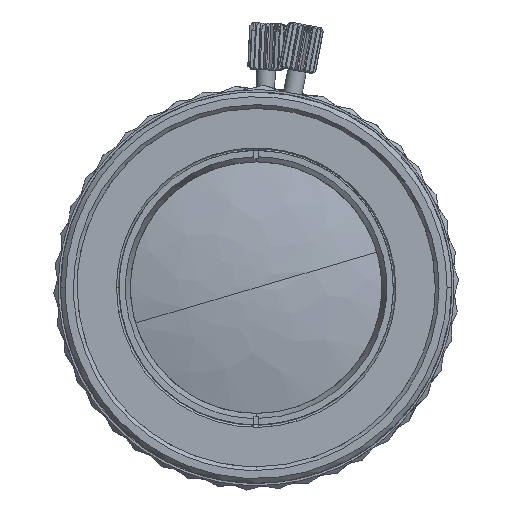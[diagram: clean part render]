
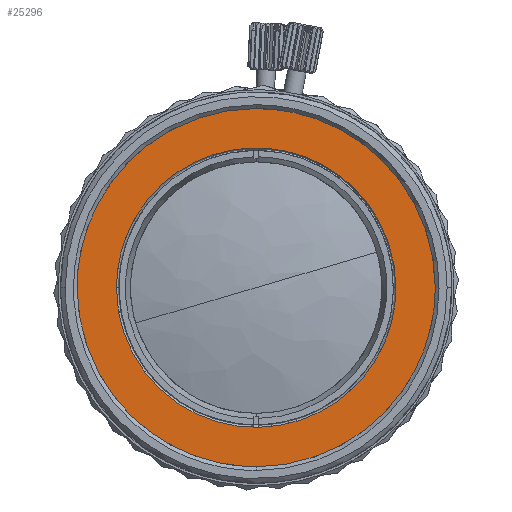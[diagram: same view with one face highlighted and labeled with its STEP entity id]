
A CAD part, left-side view. The second image highlights one B-rep face of the part: STEP entity #25296.
In plain terms, the highlighted free-form (B-spline) face has degree [1, 1] with [2, 2] control points.
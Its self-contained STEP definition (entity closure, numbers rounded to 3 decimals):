
#165 = CARTESIAN_POINT ( 'NONE',  ( -3.05, 17.038, 9.822 ) ) ;
#576 = CARTESIAN_POINT ( 'NONE',  ( -3.05, -18.993, -5.102 ) ) ;
#607 = B_SPLINE_CURVE_WITH_KNOTS ( 'NONE', 3,
 ( #75848, #22922, #70810, #29464, #40324, #63874, #17902, #34881, #17142, #6723, #58458, #41079, #30220, #48010, #165, #5968, #41455, #53821 ),
 .UNSPECIFIED., .F., .F.,
 ( 4, 2, 2, 2, 2, 2, 2, 2, 4 ),
 ( 0., 0.393, 0.785, 1.178, 1.571, 1.963, 2.356, 2.749, 3.142 ),
 .UNSPECIFIED. ) ;
#645 = CARTESIAN_POINT ( 'NONE',  ( -3.05, 19.734, 19.734 ) ) ;
#1799 = EDGE_LOOP ( 'NONE', ( #70586, #12378 ) ) ;
#2446 =( BOUNDED_CURVE ( )  B_SPLINE_CURVE ( 3, ( #69472, #75271, #75662, #11556 ),
 .UNSPECIFIED., .F., .F. ) 
 B_SPLINE_CURVE_WITH_KNOTS ( ( 4, 4 ),
 ( -3.142, 0. ),
 .UNSPECIFIED. ) 
 CURVE ( )  GEOMETRIC_REPRESENTATION_ITEM ( )  RATIONAL_B_SPLINE_CURVE ( ( 1., 0.333, 0.333, 1. ) ) 
 REPRESENTATION_ITEM ( '' )  );
#3847 = CARTESIAN_POINT ( 'NONE',  ( -3.05, 15., 0. ) ) ;
#4205 = VERTEX_POINT ( 'NONE', #15297 ) ;
#5042 = ORIENTED_EDGE ( 'NONE', *, *, #57640, .F. ) ;
#5968 = CARTESIAN_POINT ( 'NONE',  ( -3.05, 18.993, 5.102 ) ) ;
#6723 = CARTESIAN_POINT ( 'NONE',  ( -3.05, 2.555, 19.5 ) ) ;
#6753 = CARTESIAN_POINT ( 'NONE',  ( -3.05, 11.982, -15.595 ) ) ;
#11556 = CARTESIAN_POINT ( 'NONE',  ( -3.05, -15., 0. ) ) ;
#11896 = EDGE_CURVE ( 'NONE', #23343, #68443, #607, .T. ) ;
#12378 = ORIENTED_EDGE ( 'NONE', *, *, #11896, .T. ) ;
#12540 = CARTESIAN_POINT ( 'NONE',  ( -3.05, -9.822, -17.038 ) ) ;
#12922 = CARTESIAN_POINT ( 'NONE',  ( -3.05, 9.822, -17.038 ) ) ;
#14759 =( BOUNDED_CURVE ( )  B_SPLINE_CURVE ( 3, ( #29129, #52699, #18321, #76264, #53858, #65426, #65047 ),
 .UNSPECIFIED., .F., .F. ) 
 B_SPLINE_CURVE_WITH_KNOTS ( ( 4, 3, 4 ),
 ( -3.142, -1.571, 0. ),
 .UNSPECIFIED. ) 
 CURVE ( )  GEOMETRIC_REPRESENTATION_ITEM ( )  RATIONAL_B_SPLINE_CURVE ( ( 1., 0.805, 0.805, 1., 0.805, 0.805, 1. ) ) 
 REPRESENTATION_ITEM ( '' )  );
#15297 = CARTESIAN_POINT ( 'NONE',  ( -3.05, -15., 0. ) ) ;
#17142 = CARTESIAN_POINT ( 'NONE',  ( -3.05, -2.555, 19.5 ) ) ;
#17902 = CARTESIAN_POINT ( 'NONE',  ( -3.05, -9.822, 17.038 ) ) ;
#18321 = CARTESIAN_POINT ( 'NONE',  ( -3.05, -8.787, 15. ) ) ;
#18708 = CARTESIAN_POINT ( 'NONE',  ( -3.05, 17.038, -9.822 ) ) ;
#22922 = CARTESIAN_POINT ( 'NONE',  ( -3.05, -19.5, 2.555 ) ) ;
#23016 = FACE_BOUND ( 'NONE', #67153, .T. ) ;
#23343 = VERTEX_POINT ( 'NONE', #69940 ) ;
#23777 = FACE_OUTER_BOUND ( 'NONE', #1799, .T. ) ;
#24476 = CARTESIAN_POINT ( 'NONE',  ( -3.05, -5.102, -18.993 ) ) ;
#25296 = ADVANCED_FACE ( 'NONE', ( #23016, #23777 ), #40730, .T. ) ;
#26374 = B_SPLINE_CURVE_WITH_KNOTS ( 'NONE', 3,
 ( #40351, #41481, #65420, #18708, #64656, #6753, #12922, #53453, #41865, #36432, #24476, #12540, #65810, #36049, #47270, #576, #59629, #53851 ),
 .UNSPECIFIED., .F., .F.,
 ( 4, 2, 2, 2, 2, 2, 2, 2, 4 ),
 ( 0., 0.393, 0.785, 1.178, 1.571, 1.963, 2.356, 2.749, 3.142 ),
 .UNSPECIFIED. ) ;
#27395 = CARTESIAN_POINT ( 'NONE',  ( -3.05, -19.734, 19.734 ) ) ;
#29129 = CARTESIAN_POINT ( 'NONE',  ( -3.05, -15., 0. ) ) ;
#29464 = CARTESIAN_POINT ( 'NONE',  ( -3.05, -17.038, 9.822 ) ) ;
#30220 = CARTESIAN_POINT ( 'NONE',  ( -3.05, 11.982, 15.595 ) ) ;
#31889 = CARTESIAN_POINT ( 'NONE',  ( -3.05, 19.5, 0. ) ) ;
#34881 = CARTESIAN_POINT ( 'NONE',  ( -3.05, -5.102, 18.993 ) ) ;
#36049 = CARTESIAN_POINT ( 'NONE',  ( -3.05, -15.595, -11.982 ) ) ;
#36432 = CARTESIAN_POINT ( 'NONE',  ( -3.05, -2.555, -19.5 ) ) ;
#40324 = CARTESIAN_POINT ( 'NONE',  ( -3.05, -15.595, 11.982 ) ) ;
#40351 = CARTESIAN_POINT ( 'NONE',  ( -3.05, 19.5, 0. ) ) ;
#40730 = B_SPLINE_SURFACE_WITH_KNOTS ( 'NONE', 1, 1, ( 
 ( #53521, #645 ),
 ( #47720, #27395 ) ),
 .UNSPECIFIED., .F., .F., .F.,
 ( 2, 2 ),
 ( 2, 2 ),
 ( 0., 1. ),
 ( 0., 1. ),
 .UNSPECIFIED. ) ;
#41079 = CARTESIAN_POINT ( 'NONE',  ( -3.05, 9.822, 17.038 ) ) ;
#41455 = CARTESIAN_POINT ( 'NONE',  ( -3.05, 19.5, 2.555 ) ) ;
#41481 = CARTESIAN_POINT ( 'NONE',  ( -3.05, 19.5, -2.555 ) ) ;
#41865 = CARTESIAN_POINT ( 'NONE',  ( -3.05, 2.555, -19.5 ) ) ;
#47270 = CARTESIAN_POINT ( 'NONE',  ( -3.05, -17.038, -9.822 ) ) ;
#47720 = CARTESIAN_POINT ( 'NONE',  ( -3.05, -19.734, -19.734 ) ) ;
#48010 = CARTESIAN_POINT ( 'NONE',  ( -3.05, 15.595, 11.982 ) ) ;
#52699 = CARTESIAN_POINT ( 'NONE',  ( -3.05, -15., 8.787 ) ) ;
#53375 = EDGE_CURVE ( 'NONE', #68443, #23343, #26374, .T. ) ;
#53453 = CARTESIAN_POINT ( 'NONE',  ( -3.05, 5.102, -18.993 ) ) ;
#53521 = CARTESIAN_POINT ( 'NONE',  ( -3.05, 19.734, -19.734 ) ) ;
#53821 = CARTESIAN_POINT ( 'NONE',  ( -3.05, 19.5, 0. ) ) ;
#53851 = CARTESIAN_POINT ( 'NONE',  ( -3.05, -19.5, 0. ) ) ;
#53858 = CARTESIAN_POINT ( 'NONE',  ( -3.05, 8.787, 15. ) ) ;
#57640 = EDGE_CURVE ( 'NONE', #69980, #4205, #2446, .T. ) ;
#58458 = CARTESIAN_POINT ( 'NONE',  ( -3.05, 5.102, 18.993 ) ) ;
#59629 = CARTESIAN_POINT ( 'NONE',  ( -3.05, -19.5, -2.555 ) ) ;
#63874 = CARTESIAN_POINT ( 'NONE',  ( -3.05, -11.982, 15.595 ) ) ;
#64656 = CARTESIAN_POINT ( 'NONE',  ( -3.05, 15.595, -11.982 ) ) ;
#65047 = CARTESIAN_POINT ( 'NONE',  ( -3.05, 15., 0. ) ) ;
#65420 = CARTESIAN_POINT ( 'NONE',  ( -3.05, 18.993, -5.102 ) ) ;
#65426 = CARTESIAN_POINT ( 'NONE',  ( -3.05, 15., 8.787 ) ) ;
#65599 = ORIENTED_EDGE ( 'NONE', *, *, #67659, .F. ) ;
#65810 = CARTESIAN_POINT ( 'NONE',  ( -3.05, -11.982, -15.595 ) ) ;
#67153 = EDGE_LOOP ( 'NONE', ( #5042, #65599 ) ) ;
#67659 = EDGE_CURVE ( 'NONE', #4205, #69980, #14759, .T. ) ;
#68443 = VERTEX_POINT ( 'NONE', #31889 ) ;
#69472 = CARTESIAN_POINT ( 'NONE',  ( -3.05, 15., 0. ) ) ;
#69940 = CARTESIAN_POINT ( 'NONE',  ( -3.05, -19.5, 0. ) ) ;
#69980 = VERTEX_POINT ( 'NONE', #3847 ) ;
#70586 = ORIENTED_EDGE ( 'NONE', *, *, #53375, .T. ) ;
#70810 = CARTESIAN_POINT ( 'NONE',  ( -3.05, -18.993, 5.102 ) ) ;
#75271 = CARTESIAN_POINT ( 'NONE',  ( -3.05, 15., -30. ) ) ;
#75662 = CARTESIAN_POINT ( 'NONE',  ( -3.05, -15., -30. ) ) ;
#75848 = CARTESIAN_POINT ( 'NONE',  ( -3.05, -19.5, 0. ) ) ;
#76264 = CARTESIAN_POINT ( 'NONE',  ( -3.05, 0., 15. ) ) ;
